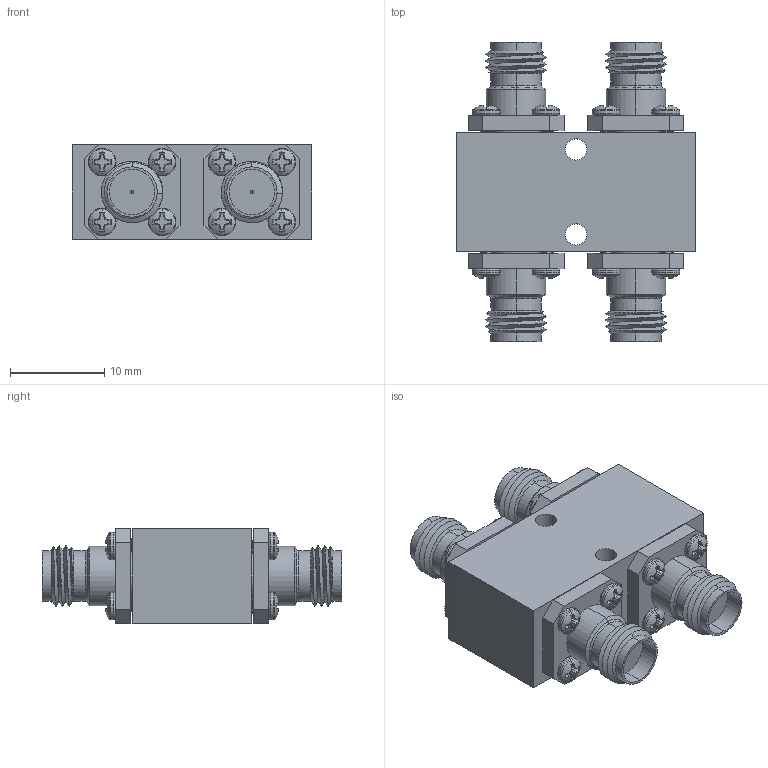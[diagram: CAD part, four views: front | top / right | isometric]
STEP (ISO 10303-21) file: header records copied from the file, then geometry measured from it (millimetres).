
FILE_DESCRIPTION (( 'STEP AP203' ), '1' );
FILE_NAME ('SCZ-0631831609-SFSF-43.STEP', '2019-07-30T19:55:15', ( '' ), ( '' ), 'SwSTEP 2.0', 'SolidWorks 2016', '' );
FILE_SCHEMA (( 'CONFIG_CONTROL_DESIGN' ));
Products named in the file (1): SCZ-0631831609-SFSF-43
Bounding box: 25.4 x 31.75 x 10.16 mm (x, y, z)
Volume: 4566 mm3; surface area: 4233.9 mm2
Topology: 21 solids, 21 shells, 1862 faces, 5236 edges, 3456 vertices
Faces by surface type: cylinder 1164, plane 378, cone 160, torus 72, bspline 56, sphere 32
Entity records: 79075 total; most frequent: CARTESIAN_POINT 36623, ORIENTED_EDGE 10472, DIRECTION 7574, EDGE_CURVE 5236, VERTEX_POINT 3456, AXIS2_PLACEMENT_3D 2895, EDGE_LOOP 1938, ADVANCED_FACE 1862
